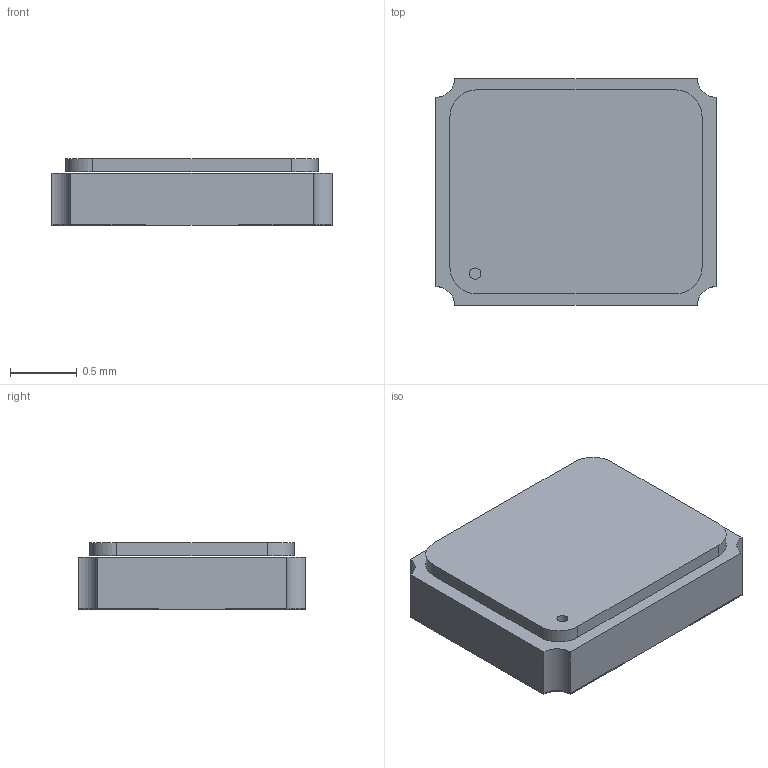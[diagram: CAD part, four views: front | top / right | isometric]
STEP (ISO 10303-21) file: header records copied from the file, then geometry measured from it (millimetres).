
FILE_DESCRIPTION(/* description */ (''),/* implementation_level */ '2;1');
FILE_NAME(/* name */ 'SMD-OSC-2X1_6 - OSCCC200X160X50N v1.step',/* time_stamp */ '2022-07-01T14:35:49-07:00',/* author */ (''),/* organization */ (''),/* preprocessor_version */ 'ST-DEVELOPER v19',/* originating_system */ 'Autodesk Translation Framework v11.7.0.108',/* authorisation */ '');
FILE_SCHEMA (('AUTOMOTIVE_DESIGN { 1 0 10303 214 3 1 1 }'));
Length unit declared in the file: millimetre
Products named in the file (2): SMD-OSC-2X1_6 - OSCCC200X160X50N; Model
Assembly tree (1 placements, depth 2):
  SMD-OSC-2X1_6 - OSCCC200X160X50N
    Model
Bounding box: 2.1 x 1.7 x 0.5 mm (x, y, z)
Volume: 1.7 mm3; surface area: 19.6 mm2
Topology: 6 solids, 6 shells, 49 faces, 111 edges, 74 vertices
Faces by surface type: plane 36, cylinder 13
Full cylindrical faces by diameter (mm): 0.084 x1
Entity records: 1448 total; most frequent: DIRECTION 241, CARTESIAN_POINT 237, ORIENTED_EDGE 222, EDGE_CURVE 111, LINE 85, VECTOR 85, AXIS2_PLACEMENT_3D 78, VERTEX_POINT 74
